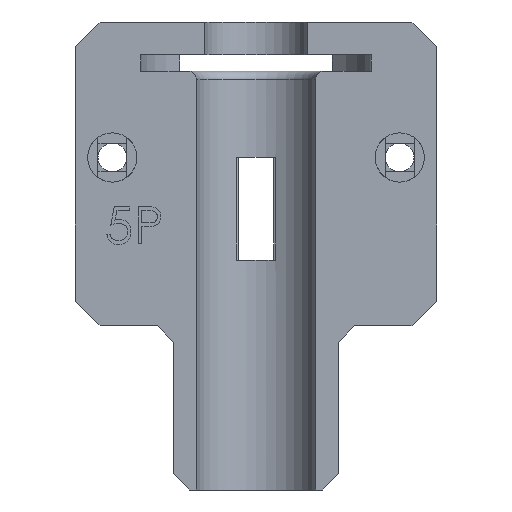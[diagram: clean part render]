
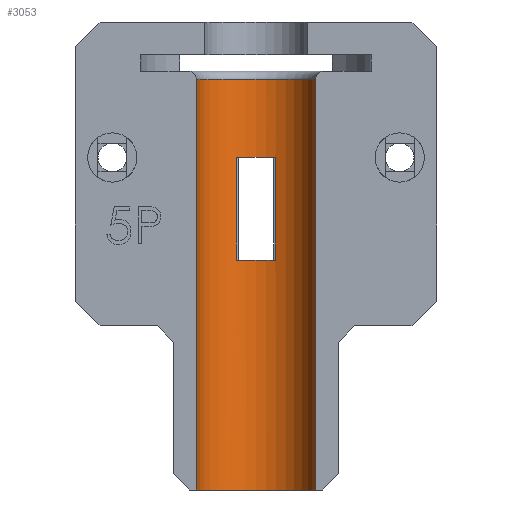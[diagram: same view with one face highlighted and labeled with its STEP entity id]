
A CAD part, front view. The second image highlights one B-rep face of the part: STEP entity #3053.
In plain terms, the highlighted cylindrical face has radius 7.25 mm (diameter 14.5 mm), a partial arc.
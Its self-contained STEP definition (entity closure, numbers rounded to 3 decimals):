
#386 = VECTOR ( 'NONE', #2203, 1000. ) ;
#414 = DIRECTION ( 'NONE',  ( 0., 0., 1. ) ) ;
#422 = ORIENTED_EDGE ( 'NONE', *, *, #3415, .T. ) ;
#493 = DIRECTION ( 'NONE',  ( 1., 0., 0. ) ) ;
#630 = CARTESIAN_POINT ( 'NONE',  ( 0., -21.75, 3.5 ) ) ;
#692 = DIRECTION ( 'NONE',  ( 0., 0., 1. ) ) ;
#724 = CARTESIAN_POINT ( 'NONE',  ( -2.37, -14.898, 3.5 ) ) ;
#773 = CARTESIAN_POINT ( 'NONE',  ( -7.25, -21.75, 13. ) ) ;
#832 = LINE ( 'NONE', #4911, #5369 ) ;
#1010 = EDGE_CURVE ( 'NONE', #4447, #1842, #2709, .T. ) ;
#1137 = CARTESIAN_POINT ( 'NONE',  ( 2.37, -14.898, -33.472 ) ) ;
#1264 = LINE ( 'NONE', #1137, #386 ) ;
#1680 = ORIENTED_EDGE ( 'NONE', *, *, #4958, .F. ) ;
#1766 = ORIENTED_EDGE ( 'NONE', *, *, #1010, .T. ) ;
#1842 = VERTEX_POINT ( 'NONE', #724 ) ;
#1953 = DIRECTION ( 'NONE',  ( 0., 0., 1. ) ) ;
#2023 = ORIENTED_EDGE ( 'NONE', *, *, #4610, .F. ) ;
#2203 = DIRECTION ( 'NONE',  ( 0., 0., 1. ) ) ;
#2286 = VERTEX_POINT ( 'NONE', #2755 ) ;
#2324 = VERTEX_POINT ( 'NONE', #4004 ) ;
#2341 = ORIENTED_EDGE ( 'NONE', *, *, #6229, .F. ) ;
#2476 = DIRECTION ( 'NONE',  ( 1., 0., 0. ) ) ;
#2618 = AXIS2_PLACEMENT_3D ( 'NONE', #5741, #692, #4240 ) ;
#2709 = LINE ( 'NONE', #4199, #4202 ) ;
#2755 = CARTESIAN_POINT ( 'NONE',  ( 7.25, -21.75, 13. ) ) ;
#2757 = DIRECTION ( 'NONE',  ( 0., 0., 1. ) ) ;
#3053 = ADVANCED_FACE ( 'NONE', ( #3577, #4479 ), #5035, .F. ) ;
#3168 = ORIENTED_EDGE ( 'NONE', *, *, #5905, .T. ) ;
#3241 = DIRECTION ( 'NONE',  ( 0., 0., 1. ) ) ;
#3317 = DIRECTION ( 'NONE',  ( -1., 0., 0. ) ) ;
#3333 = CIRCLE ( 'NONE', #6555, 7.25 ) ;
#3353 = VECTOR ( 'NONE', #3241, 1000. ) ;
#3415 = EDGE_CURVE ( 'NONE', #2324, #4447, #5006, .T. ) ;
#3441 = VERTEX_POINT ( 'NONE', #773 ) ;
#3577 = FACE_BOUND ( 'NONE', #5469, .T. ) ;
#3579 = CARTESIAN_POINT ( 'NONE',  ( 7.25, -21.75, -37. ) ) ;
#3921 = CARTESIAN_POINT ( 'NONE',  ( 0., -21.75, -9. ) ) ;
#3956 = VERTEX_POINT ( 'NONE', #4250 ) ;
#4004 = CARTESIAN_POINT ( 'NONE',  ( 2.37, -14.898, -9. ) ) ;
#4104 = VERTEX_POINT ( 'NONE', #5508 ) ;
#4156 = EDGE_LOOP ( 'NONE', ( #5303, #3168, #2341, #5755 ) ) ;
#4159 = AXIS2_PLACEMENT_3D ( 'NONE', #6524, #1953, #493 ) ;
#4199 = CARTESIAN_POINT ( 'NONE',  ( -2.37, -14.898, -33.472 ) ) ;
#4202 = VECTOR ( 'NONE', #4736, 1000. ) ;
#4240 = DIRECTION ( 'NONE',  ( -1., 0., 0. ) ) ;
#4250 = CARTESIAN_POINT ( 'NONE',  ( -7.25, -21.75, -37. ) ) ;
#4277 = EDGE_CURVE ( 'NONE', #4800, #2286, #4785, .T. ) ;
#4442 = CARTESIAN_POINT ( 'NONE',  ( -2.37, -14.898, -9. ) ) ;
#4447 = VERTEX_POINT ( 'NONE', #4442 ) ;
#4479 = FACE_OUTER_BOUND ( 'NONE', #4156, .T. ) ;
#4610 = EDGE_CURVE ( 'NONE', #2324, #4104, #1264, .T. ) ;
#4683 = DIRECTION ( 'NONE',  ( 1., 0., 0. ) ) ;
#4736 = DIRECTION ( 'NONE',  ( 0., 0., 1. ) ) ;
#4749 = CIRCLE ( 'NONE', #6130, 7.25 ) ;
#4785 = LINE ( 'NONE', #5248, #3353 ) ;
#4800 = VERTEX_POINT ( 'NONE', #3579 ) ;
#4848 = DIRECTION ( 'NONE',  ( 0., 0., 1. ) ) ;
#4853 = DIRECTION ( 'NONE',  ( 0., 0., 1. ) ) ;
#4911 = CARTESIAN_POINT ( 'NONE',  ( -7.25, -21.75, -33.472 ) ) ;
#4958 = EDGE_CURVE ( 'NONE', #4104, #1842, #3333, .T. ) ;
#4991 = CARTESIAN_POINT ( 'NONE',  ( 0., -21.75, 13. ) ) ;
#5006 = CIRCLE ( 'NONE', #5865, 7.25 ) ;
#5035 = CYLINDRICAL_SURFACE ( 'NONE', #4159, 7.25 ) ;
#5226 = EDGE_CURVE ( 'NONE', #4800, #3956, #6230, .T. ) ;
#5248 = CARTESIAN_POINT ( 'NONE',  ( 7.25, -21.75, -33.472 ) ) ;
#5303 = ORIENTED_EDGE ( 'NONE', *, *, #4277, .T. ) ;
#5369 = VECTOR ( 'NONE', #4848, 1000. ) ;
#5469 = EDGE_LOOP ( 'NONE', ( #2023, #422, #1766, #1680 ) ) ;
#5508 = CARTESIAN_POINT ( 'NONE',  ( 2.37, -14.898, 3.5 ) ) ;
#5741 = CARTESIAN_POINT ( 'NONE',  ( 0., -21.75, -37. ) ) ;
#5755 = ORIENTED_EDGE ( 'NONE', *, *, #5226, .F. ) ;
#5865 = AXIS2_PLACEMENT_3D ( 'NONE', #3921, #4853, #3317 ) ;
#5905 = EDGE_CURVE ( 'NONE', #2286, #3441, #4749, .T. ) ;
#6130 = AXIS2_PLACEMENT_3D ( 'NONE', #4991, #414, #2476 ) ;
#6229 = EDGE_CURVE ( 'NONE', #3956, #3441, #832, .T. ) ;
#6230 = CIRCLE ( 'NONE', #2618, 7.25 ) ;
#6524 = CARTESIAN_POINT ( 'NONE',  ( 0., -21.75, -33.472 ) ) ;
#6555 = AXIS2_PLACEMENT_3D ( 'NONE', #630, #2757, #4683 ) ;
